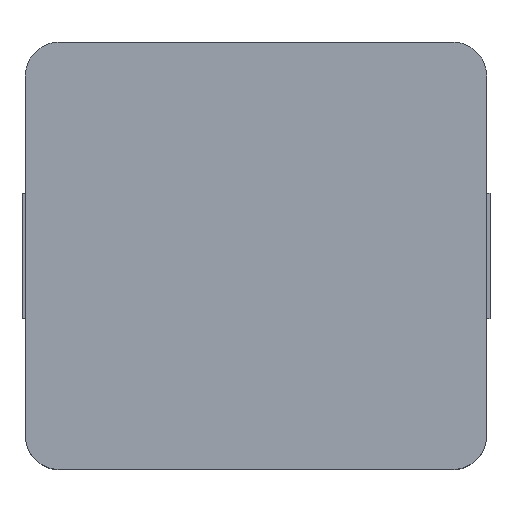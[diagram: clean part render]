
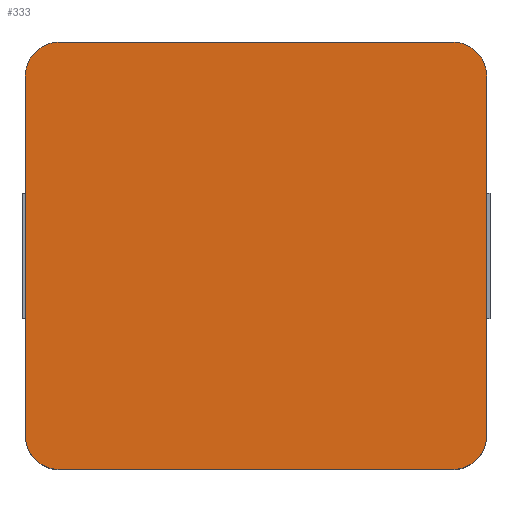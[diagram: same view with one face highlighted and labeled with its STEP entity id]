
A CAD part, top view. The second image highlights one B-rep face of the part: STEP entity #333.
In plain terms, the highlighted planar face has unit normal (0, 0, 1).
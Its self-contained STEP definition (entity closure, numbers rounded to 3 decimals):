
#32 = VERTEX_POINT('',#33);
#33 = CARTESIAN_POINT('',(-6.8,5.3,6.6));
#39 = EDGE_CURVE('',#32,#40,#42,.T.);
#40 = VERTEX_POINT('',#41);
#41 = CARTESIAN_POINT('',(-6.8,-5.3,6.6));
#42 = LINE('',#43,#44);
#43 = CARTESIAN_POINT('',(-6.8,6.3,6.6));
#44 = VECTOR('',#45,1.);
#45 = DIRECTION('',(0.,-1.,0.));
#314 = VERTEX_POINT('',#315);
#315 = CARTESIAN_POINT('',(-5.8,-6.3,6.6));
#321 = EDGE_CURVE('',#40,#314,#322,.T.);
#322 = CIRCLE('',#323,1.);
#323 = AXIS2_PLACEMENT_3D('',#324,#325,#326);
#324 = CARTESIAN_POINT('',(-5.8,-5.3,6.6));
#325 = DIRECTION('',(-0.,0.,1.));
#326 = DIRECTION('',(0.,-1.,0.));
#333 = ADVANCED_FACE('',(#334),#387,.T.);
#334 = FACE_BOUND('',#335,.T.);
#335 = EDGE_LOOP('',(#336,#337,#338,#346,#355,#363,#372,#380));
#336 = ORIENTED_EDGE('',*,*,#39,.T.);
#337 = ORIENTED_EDGE('',*,*,#321,.T.);
#338 = ORIENTED_EDGE('',*,*,#339,.T.);
#339 = EDGE_CURVE('',#314,#340,#342,.T.);
#340 = VERTEX_POINT('',#341);
#341 = CARTESIAN_POINT('',(5.8,-6.3,6.6));
#342 = LINE('',#343,#344);
#343 = CARTESIAN_POINT('',(-6.8,-6.3,6.6));
#344 = VECTOR('',#345,1.);
#345 = DIRECTION('',(1.,0.,0.));
#346 = ORIENTED_EDGE('',*,*,#347,.T.);
#347 = EDGE_CURVE('',#340,#348,#350,.T.);
#348 = VERTEX_POINT('',#349);
#349 = CARTESIAN_POINT('',(6.8,-5.3,6.6));
#350 = CIRCLE('',#351,1.);
#351 = AXIS2_PLACEMENT_3D('',#352,#353,#354);
#352 = CARTESIAN_POINT('',(5.8,-5.3,6.6));
#353 = DIRECTION('',(-0.,0.,1.));
#354 = DIRECTION('',(0.,-1.,0.));
#355 = ORIENTED_EDGE('',*,*,#356,.T.);
#356 = EDGE_CURVE('',#348,#357,#359,.T.);
#357 = VERTEX_POINT('',#358);
#358 = CARTESIAN_POINT('',(6.8,5.3,6.6));
#359 = LINE('',#360,#361);
#360 = CARTESIAN_POINT('',(6.8,-6.3,6.6));
#361 = VECTOR('',#362,1.);
#362 = DIRECTION('',(0.,1.,0.));
#363 = ORIENTED_EDGE('',*,*,#364,.T.);
#364 = EDGE_CURVE('',#357,#365,#367,.T.);
#365 = VERTEX_POINT('',#366);
#366 = CARTESIAN_POINT('',(5.8,6.3,6.6));
#367 = CIRCLE('',#368,1.);
#368 = AXIS2_PLACEMENT_3D('',#369,#370,#371);
#369 = CARTESIAN_POINT('',(5.8,5.3,6.6));
#370 = DIRECTION('',(-0.,0.,1.));
#371 = DIRECTION('',(0.,-1.,0.));
#372 = ORIENTED_EDGE('',*,*,#373,.T.);
#373 = EDGE_CURVE('',#365,#374,#376,.T.);
#374 = VERTEX_POINT('',#375);
#375 = CARTESIAN_POINT('',(-5.8,6.3,6.6));
#376 = LINE('',#377,#378);
#377 = CARTESIAN_POINT('',(6.8,6.3,6.6));
#378 = VECTOR('',#379,1.);
#379 = DIRECTION('',(-1.,0.,0.));
#380 = ORIENTED_EDGE('',*,*,#381,.F.);
#381 = EDGE_CURVE('',#32,#374,#382,.T.);
#382 = CIRCLE('',#383,1.);
#383 = AXIS2_PLACEMENT_3D('',#384,#385,#386);
#384 = CARTESIAN_POINT('',(-5.8,5.3,6.6));
#385 = DIRECTION('',(-0.,-0.,-1.));
#386 = DIRECTION('',(0.,-1.,0.));
#387 = PLANE('',#388);
#388 = AXIS2_PLACEMENT_3D('',#389,#390,#391);
#389 = CARTESIAN_POINT('',(0.,0.,6.6));
#390 = DIRECTION('',(0.,0.,1.));
#391 = DIRECTION('',(1.,0.,0.));
